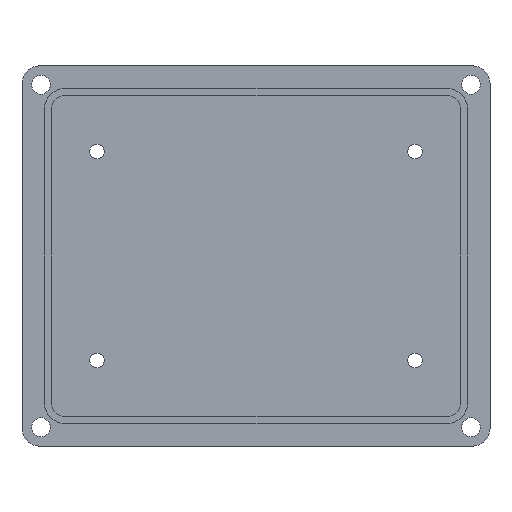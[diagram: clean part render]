
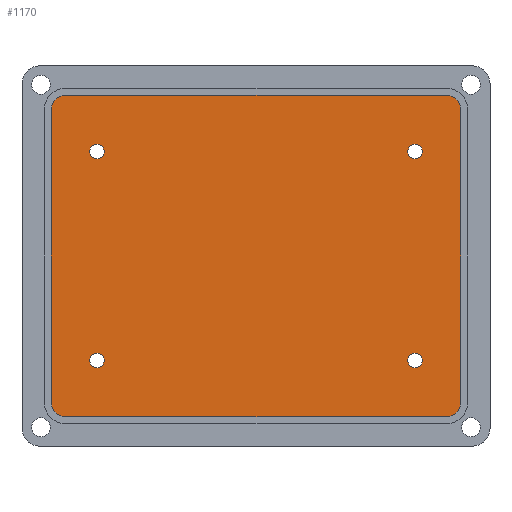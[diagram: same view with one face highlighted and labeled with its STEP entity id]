
A CAD part, front view. The second image highlights one B-rep face of the part: STEP entity #1170.
In plain terms, the highlighted planar face has unit normal (0, -1, 0).
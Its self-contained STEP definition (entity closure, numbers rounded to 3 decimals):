
#29=FACE_BOUND('',#255,.T.);
#30=FACE_BOUND('',#256,.T.);
#31=FACE_BOUND('',#257,.T.);
#32=FACE_BOUND('',#258,.T.);
#33=CIRCLE('',#1195,2.501);
#35=CIRCLE('',#1199,2.501);
#37=CIRCLE('',#1203,2.501);
#39=CIRCLE('',#1207,2.501);
#93=CIRCLE('',#1305,1.25);
#94=CIRCLE('',#1306,1.25);
#95=CIRCLE('',#1307,1.25);
#96=CIRCLE('',#1308,1.25);
#180=FACE_OUTER_BOUND('',#254,.T.);
#254=EDGE_LOOP('',(#1047,#1048,#1049,#1050,#1051,#1052,#1053,#1054));
#255=EDGE_LOOP('',(#1055));
#256=EDGE_LOOP('',(#1056));
#257=EDGE_LOOP('',(#1057));
#258=EDGE_LOOP('',(#1058));
#267=LINE('',#1675,#371);
#272=LINE('',#1689,#376);
#276=LINE('',#1701,#380);
#280=LINE('',#1713,#384);
#371=VECTOR('',#1321,10.);
#376=VECTOR('',#1334,10.);
#380=VECTOR('',#1346,10.);
#384=VECTOR('',#1358,10.);
#475=VERTEX_POINT('',#1673);
#476=VERTEX_POINT('',#1674);
#479=VERTEX_POINT('',#1682);
#481=VERTEX_POINT('',#1688);
#483=VERTEX_POINT('',#1694);
#485=VERTEX_POINT('',#1700);
#487=VERTEX_POINT('',#1706);
#489=VERTEX_POINT('',#1712);
#583=VERTEX_POINT('',#1988);
#584=VERTEX_POINT('',#1990);
#585=VERTEX_POINT('',#1992);
#586=VERTEX_POINT('',#1994);
#587=EDGE_CURVE('',#475,#476,#267,.T.);
#591=EDGE_CURVE('',#479,#475,#33,.T.);
#594=EDGE_CURVE('',#481,#479,#272,.T.);
#597=EDGE_CURVE('',#483,#481,#35,.T.);
#600=EDGE_CURVE('',#485,#483,#276,.T.);
#603=EDGE_CURVE('',#487,#485,#37,.T.);
#606=EDGE_CURVE('',#489,#487,#280,.T.);
#609=EDGE_CURVE('',#476,#489,#39,.T.);
#743=EDGE_CURVE('',#583,#583,#93,.F.);
#744=EDGE_CURVE('',#584,#584,#94,.F.);
#745=EDGE_CURVE('',#585,#585,#95,.F.);
#746=EDGE_CURVE('',#586,#586,#96,.F.);
#1047=ORIENTED_EDGE('',*,*,#587,.T.);
#1048=ORIENTED_EDGE('',*,*,#609,.T.);
#1049=ORIENTED_EDGE('',*,*,#606,.T.);
#1050=ORIENTED_EDGE('',*,*,#603,.T.);
#1051=ORIENTED_EDGE('',*,*,#600,.T.);
#1052=ORIENTED_EDGE('',*,*,#597,.T.);
#1053=ORIENTED_EDGE('',*,*,#594,.T.);
#1054=ORIENTED_EDGE('',*,*,#591,.T.);
#1055=ORIENTED_EDGE('',*,*,#743,.F.);
#1056=ORIENTED_EDGE('',*,*,#744,.F.);
#1057=ORIENTED_EDGE('',*,*,#745,.F.);
#1058=ORIENTED_EDGE('',*,*,#746,.F.);
#1118=PLANE('',#1304);
#1170=ADVANCED_FACE('',(#180,#29,#30,#31,#32),#1118,.F.);
#1195=AXIS2_PLACEMENT_3D('',#1683,#1327,#1328);
#1199=AXIS2_PLACEMENT_3D('',#1695,#1339,#1340);
#1203=AXIS2_PLACEMENT_3D('',#1707,#1351,#1352);
#1207=AXIS2_PLACEMENT_3D('',#1718,#1363,#1364);
#1304=AXIS2_PLACEMENT_3D('',#1987,#1637,#1638);
#1305=AXIS2_PLACEMENT_3D('',#1989,#1639,#1640);
#1306=AXIS2_PLACEMENT_3D('',#1991,#1641,#1642);
#1307=AXIS2_PLACEMENT_3D('',#1993,#1643,#1644);
#1308=AXIS2_PLACEMENT_3D('',#1995,#1645,#1646);
#1321=DIRECTION('',(-1.,0.,0.));
#1327=DIRECTION('center_axis',(0.,-1.,0.));
#1328=DIRECTION('ref_axis',(1.,0.,0.));
#1334=DIRECTION('',(0.,0.,1.));
#1339=DIRECTION('center_axis',(0.,-1.,0.));
#1340=DIRECTION('ref_axis',(0.,0.,-1.));
#1346=DIRECTION('',(1.,0.,0.));
#1351=DIRECTION('center_axis',(0.,-1.,0.));
#1352=DIRECTION('ref_axis',(-1.,0.,0.));
#1358=DIRECTION('',(0.,0.,-1.));
#1363=DIRECTION('center_axis',(0.,-1.,0.));
#1364=DIRECTION('ref_axis',(0.,0.,1.));
#1637=DIRECTION('center_axis',(0.,1.,0.));
#1638=DIRECTION('ref_axis',(-1.,0.,0.));
#1639=DIRECTION('center_axis',(0.,1.,0.));
#1640=DIRECTION('ref_axis',(-1.,0.,0.));
#1641=DIRECTION('center_axis',(0.,1.,0.));
#1642=DIRECTION('ref_axis',(-1.,0.,0.));
#1643=DIRECTION('center_axis',(0.,1.,0.));
#1644=DIRECTION('ref_axis',(-1.,0.,0.));
#1645=DIRECTION('center_axis',(0.,1.,0.));
#1646=DIRECTION('ref_axis',(-1.,0.,0.));
#1673=CARTESIAN_POINT('',(32.5,24.,27.5));
#1674=CARTESIAN_POINT('',(-32.5,24.,27.5));
#1675=CARTESIAN_POINT('',(16.25,24.,27.5));
#1682=CARTESIAN_POINT('',(35.,24.,25.));
#1683=CARTESIAN_POINT('Origin',(32.499,24.,24.999));
#1688=CARTESIAN_POINT('',(35.,24.,-25.));
#1689=CARTESIAN_POINT('',(35.,24.,-12.5));
#1694=CARTESIAN_POINT('',(32.5,24.,-27.5));
#1695=CARTESIAN_POINT('Origin',(32.499,24.,-24.999));
#1700=CARTESIAN_POINT('',(-32.5,24.,-27.5));
#1701=CARTESIAN_POINT('',(-16.25,24.,-27.5));
#1706=CARTESIAN_POINT('',(-35.,24.,-25.));
#1707=CARTESIAN_POINT('Origin',(-32.499,24.,-24.999));
#1712=CARTESIAN_POINT('',(-35.,24.,25.));
#1713=CARTESIAN_POINT('',(-35.,24.,12.5));
#1718=CARTESIAN_POINT('Origin',(-32.499,24.,24.999));
#1987=CARTESIAN_POINT('Origin',(0.,24.,0.));
#1988=CARTESIAN_POINT('',(-25.95,24.,17.85));
#1989=CARTESIAN_POINT('Origin',(-27.2,24.,17.85));
#1990=CARTESIAN_POINT('',(28.45,24.,-17.85));
#1991=CARTESIAN_POINT('Origin',(27.2,24.,-17.85));
#1992=CARTESIAN_POINT('',(28.45,24.,17.85));
#1993=CARTESIAN_POINT('Origin',(27.2,24.,17.85));
#1994=CARTESIAN_POINT('',(-25.95,24.,-17.85));
#1995=CARTESIAN_POINT('Origin',(-27.2,24.,-17.85));
